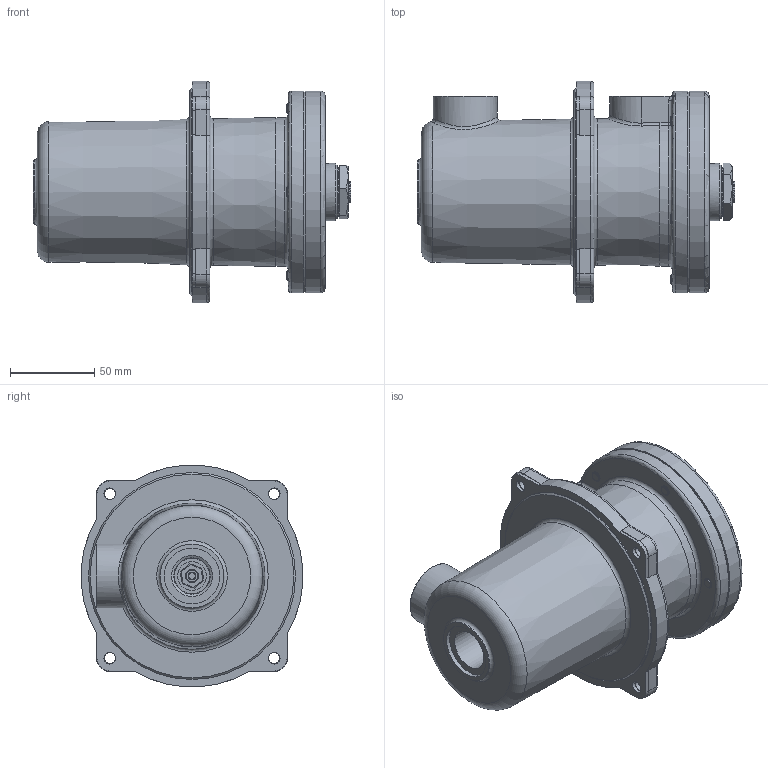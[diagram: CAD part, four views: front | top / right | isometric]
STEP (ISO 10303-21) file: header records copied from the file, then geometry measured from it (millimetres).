
FILE_DESCRIPTION(/* description */ ('Unknown'),/* implementation_level */ '2;1');
FILE_NAME(/* name */ 'OF.70790-001',/* time_stamp */ '2023-07-27T12:19:34+02:00',/* author */ ('Unknown'),/* organization */ ('Unknown'),/* preprocessor_version */ 'ST-DEVELOPER v18.102',/* originating_system */ 'Solid Edge',/* authorisation */ 'Unknown');
FILE_SCHEMA (('AUTOMOTIVE_DESIGN {1 0 10303 214 3 1 1}'));
Length unit declared in the file: millimetre
Products named in the file (2): OF; OF.70790
Assembly tree (1 placements, depth 2):
  OF
    OF.70790
Bounding box: 188.7 x 131.61 x 131.61 mm (x, y, z)
Volume: 543943.4 mm3; surface area: 177549.8 mm2
Topology: 1 solids, 10 shells, 419 faces, 941 edges, 593 vertices
Faces by surface type: plane 182, cylinder 138, torus 43, cone 37, bspline 13, sphere 6
Full cylindrical faces by diameter (mm): 4 x1, 6 x11, 6.5 x9, 7 x4, 8 x11, 8.1 x1, 8.4 x1, 10 x5, 11 x5, 11.2 x1, 11.8 x1, 12.8 x1, 13 x1, 15.8 x2, 16 x1, 16.5 x1, 17 x1, 18.3 x1, 19 x2, 21 x1, 22 x1, 24.5 x3, 25 x1, 29.5 x1, 33 x3, 34 x4, 38 x2, 45 x2, 75 x1, 81 x1
Entity records: 12299 total; most frequent: CARTESIAN_POINT 3880, DIRECTION 1766, ORIENTED_EDGE 1448, AXIS2_PLACEMENT_3D 728, EDGE_CURVE 724, EDGE_LOOP 646, FACE_BOUND 646, VERTEX_POINT 522
